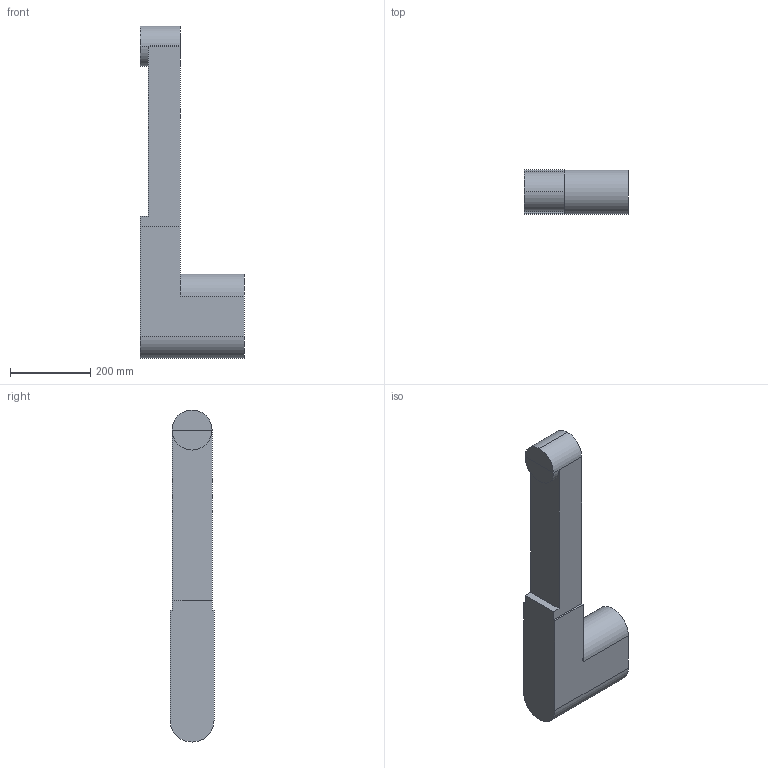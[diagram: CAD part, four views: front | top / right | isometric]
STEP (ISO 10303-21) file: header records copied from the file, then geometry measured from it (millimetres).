
FILE_DESCRIPTION (( 'STEP AP203' ), '1' );
FILE_NAME ('Khop_4_Default_sldprt.STEP', '2023-10-01T03:56:19', ( '' ), ( '' ), 'SwSTEP 2.0', 'SolidWorks 2020', '' );
FILE_SCHEMA (( 'CONFIG_CONTROL_DESIGN' ));
Length unit declared in the file: millimetre
Products named in the file (1): Khop_4_Default_sldprt
Bounding box: 260 x 110 x 830 mm (x, y, z)
Volume: 11608794 mm3; surface area: 480113.9 mm2
Topology: 3 solids, 3 shells, 29 faces, 67 edges, 44 vertices
Faces by surface type: plane 20, cylinder 9
Entity records: 898 total; most frequent: DIRECTION 147, CARTESIAN_POINT 141, ORIENTED_EDGE 134, EDGE_CURVE 67, AXIS2_PLACEMENT_3D 50, LINE 47, VECTOR 47, VERTEX_POINT 44
